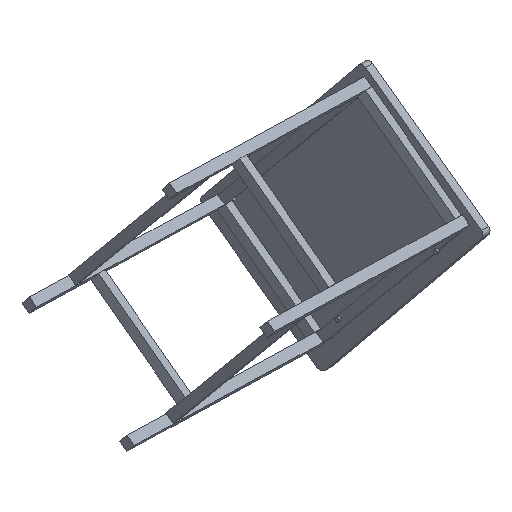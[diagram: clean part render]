
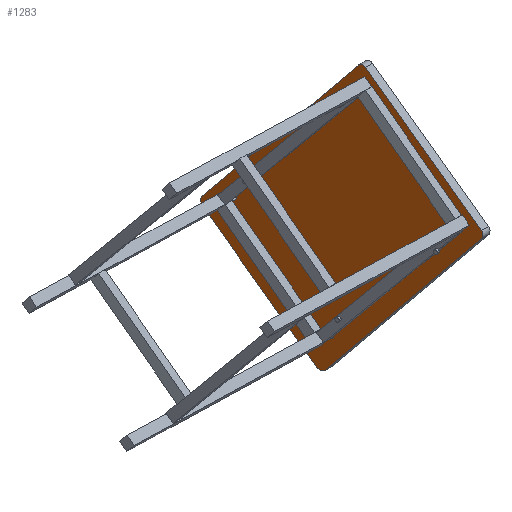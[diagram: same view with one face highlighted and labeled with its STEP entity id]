
A CAD part, front view. The second image highlights one B-rep face of the part: STEP entity #1283.
In plain terms, the highlighted face is planar.
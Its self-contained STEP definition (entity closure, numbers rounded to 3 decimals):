
#37 = EDGE_LOOP ( 'NONE', ( #1751, #138 ) ) ;
#62 = CARTESIAN_POINT ( 'NONE',  ( -236.431, 20., 210.565 ) ) ;
#79 = AXIS2_PLACEMENT_3D ( 'NONE', #1108, #1803, #1591 ) ;
#80 = CIRCLE ( 'NONE', #79, 8. ) ;
#92 = CIRCLE ( 'NONE', #1616, 8. ) ;
#98 = CARTESIAN_POINT ( 'NONE',  ( 193.569, 20., -119.435 ) ) ;
#137 = EDGE_CURVE ( 'NONE', #1254, #898, #1299, .T. ) ;
#138 = ORIENTED_EDGE ( 'NONE', *, *, #1785, .F. ) ;
#149 = DIRECTION ( 'NONE',  ( 0., 1., 0. ) ) ;
#158 = VECTOR ( 'NONE', #332, 1000. ) ;
#159 = DIRECTION ( 'NONE',  ( 0., 0., 1. ) ) ;
#182 = ORIENTED_EDGE ( 'NONE', *, *, #1643, .F. ) ;
#239 = VECTOR ( 'NONE', #1964, 1000. ) ;
#253 = FACE_BOUND ( 'NONE', #1384, .T. ) ;
#263 = PLANE ( 'NONE',  #1243 ) ;
#268 = CIRCLE ( 'NONE', #518, 10. ) ;
#270 = EDGE_LOOP ( 'NONE', ( #1372, #1144, #1638, #2007, #1900, #1890, #543, #1789 ) ) ;
#272 = DIRECTION ( 'NONE',  ( 0., 1., 0. ) ) ;
#306 = VERTEX_POINT ( 'NONE', #1935 ) ;
#332 = DIRECTION ( 'NONE',  ( 1., 0., 0. ) ) ;
#341 = EDGE_CURVE ( 'NONE', #1491, #1229, #1096, .T. ) ;
#365 = CARTESIAN_POINT ( 'NONE',  ( 132.089, 20., 180. ) ) ;
#380 = CARTESIAN_POINT ( 'NONE',  ( 132.089, 20., -82. ) ) ;
#407 = EDGE_CURVE ( 'NONE', #1664, #494, #1966, .T. ) ;
#447 = CARTESIAN_POINT ( 'NONE',  ( -246.431, 20., -129.435 ) ) ;
#462 = CARTESIAN_POINT ( 'NONE',  ( -192.831, 20., -90. ) ) ;
#467 = LINE ( 'NONE', #1640, #239 ) ;
#472 = DIRECTION ( 'NONE',  ( 0., 0., 1. ) ) ;
#482 = EDGE_LOOP ( 'NONE', ( #805, #182 ) ) ;
#494 = VERTEX_POINT ( 'NONE', #1277 ) ;
#518 = AXIS2_PLACEMENT_3D ( 'NONE', #1863, #1519, #693 ) ;
#543 = ORIENTED_EDGE ( 'NONE', *, *, #1269, .T. ) ;
#577 = CARTESIAN_POINT ( 'NONE',  ( 132.089, 20., -90. ) ) ;
#586 = DIRECTION ( 'NONE',  ( 0., 0., 1. ) ) ;
#596 = ORIENTED_EDGE ( 'NONE', *, *, #1765, .F. ) ;
#597 = CARTESIAN_POINT ( 'NONE',  ( -246.431, 20., -119.435 ) ) ;
#657 = EDGE_CURVE ( 'NONE', #1913, #749, #92, .T. ) ;
#659 = LINE ( 'NONE', #1328, #158 ) ;
#684 = CARTESIAN_POINT ( 'NONE',  ( 183.569, 20., 200.565 ) ) ;
#693 = DIRECTION ( 'NONE',  ( 0., 0., 1. ) ) ;
#700 = CARTESIAN_POINT ( 'NONE',  ( -246.431, 20., 200.565 ) ) ;
#705 = DIRECTION ( 'NONE',  ( 0., 0., 1. ) ) ;
#708 = CARTESIAN_POINT ( 'NONE',  ( 183.569, 20., -119.435 ) ) ;
#726 = CARTESIAN_POINT ( 'NONE',  ( 193.569, 20., 200.565 ) ) ;
#749 = VERTEX_POINT ( 'NONE', #867 ) ;
#751 = CARTESIAN_POINT ( 'NONE',  ( -192.831, 20., 188. ) ) ;
#756 = EDGE_CURVE ( 'NONE', #1435, #1120, #268, .T. ) ;
#767 = FACE_BOUND ( 'NONE', #37, .T. ) ;
#773 = DIRECTION ( 'NONE',  ( 0., 1., 0. ) ) ;
#802 = AXIS2_PLACEMENT_3D ( 'NONE', #1671, #149, #472 ) ;
#804 = AXIS2_PLACEMENT_3D ( 'NONE', #365, #1036, #705 ) ;
#805 = ORIENTED_EDGE ( 'NONE', *, *, #137, .F. ) ;
#826 = CIRCLE ( 'NONE', #2131, 8. ) ;
#866 = AXIS2_PLACEMENT_3D ( 'NONE', #1099, #1446, #586 ) ;
#867 = CARTESIAN_POINT ( 'NONE',  ( -192.831, 20., -98. ) ) ;
#869 = EDGE_CURVE ( 'NONE', #920, #1491, #910, .T. ) ;
#898 = VERTEX_POINT ( 'NONE', #2177 ) ;
#910 = CIRCLE ( 'NONE', #1184, 10. ) ;
#920 = VERTEX_POINT ( 'NONE', #1853 ) ;
#924 = VECTOR ( 'NONE', #1403, 1000. ) ;
#934 = DIRECTION ( 'NONE',  ( 0., 0., 1. ) ) ;
#935 = FACE_BOUND ( 'NONE', #482, .T. ) ;
#1007 = CIRCLE ( 'NONE', #1429, 10. ) ;
#1010 = FACE_BOUND ( 'NONE', #2144, .T. ) ;
#1036 = DIRECTION ( 'NONE',  ( 0., 1., 0. ) ) ;
#1066 = ORIENTED_EDGE ( 'NONE', *, *, #657, .F. ) ;
#1096 = LINE ( 'NONE', #1574, #924 ) ;
#1099 = CARTESIAN_POINT ( 'NONE',  ( 132.089, 20., 180. ) ) ;
#1108 = CARTESIAN_POINT ( 'NONE',  ( -192.831, 20., 180. ) ) ;
#1120 = VERTEX_POINT ( 'NONE', #62 ) ;
#1128 = DIRECTION ( 'NONE',  ( 0., 1., 0. ) ) ;
#1132 = CARTESIAN_POINT ( 'NONE',  ( -236.431, 20., -129.435 ) ) ;
#1138 = AXIS2_PLACEMENT_3D ( 'NONE', #577, #773, #1280 ) ;
#1144 = ORIENTED_EDGE ( 'NONE', *, *, #1516, .T. ) ;
#1176 = VECTOR ( 'NONE', #1883, 1000. ) ;
#1184 = AXIS2_PLACEMENT_3D ( 'NONE', #684, #1205, #159 ) ;
#1205 = DIRECTION ( 'NONE',  ( 0., 1., 0. ) ) ;
#1229 = VERTEX_POINT ( 'NONE', #98 ) ;
#1232 = DIRECTION ( 'NONE',  ( 0., 0., 1. ) ) ;
#1242 = DIRECTION ( 'NONE',  ( 0., 1., 0. ) ) ;
#1243 = AXIS2_PLACEMENT_3D ( 'NONE', #1999, #1826, #1690 ) ;
#1254 = VERTEX_POINT ( 'NONE', #1455 ) ;
#1269 = EDGE_CURVE ( 'NONE', #1120, #920, #659, .T. ) ;
#1277 = CARTESIAN_POINT ( 'NONE',  ( -192.831, 20., 172. ) ) ;
#1280 = DIRECTION ( 'NONE',  ( 0., 0., 1. ) ) ;
#1283 = ADVANCED_FACE ( 'NONE', ( #1010, #767, #253, #935, #1837 ), #263, .T. ) ;
#1299 = CIRCLE ( 'NONE', #804, 8. ) ;
#1328 = CARTESIAN_POINT ( 'NONE',  ( -246.431, 20., 210.565 ) ) ;
#1356 = EDGE_CURVE ( 'NONE', #2021, #1996, #1618, .T. ) ;
#1360 = AXIS2_PLACEMENT_3D ( 'NONE', #2118, #1242, #934 ) ;
#1372 = ORIENTED_EDGE ( 'NONE', *, *, #341, .T. ) ;
#1384 = EDGE_LOOP ( 'NONE', ( #1066, #1962 ) ) ;
#1403 = DIRECTION ( 'NONE',  ( 0., 0., -1. ) ) ;
#1429 = AXIS2_PLACEMENT_3D ( 'NONE', #708, #1712, #1525 ) ;
#1435 = VERTEX_POINT ( 'NONE', #700 ) ;
#1436 = CARTESIAN_POINT ( 'NONE',  ( -236.431, 20., -119.435 ) ) ;
#1446 = DIRECTION ( 'NONE',  ( 0., 1., 0. ) ) ;
#1455 = CARTESIAN_POINT ( 'NONE',  ( 132.089, 20., 188. ) ) ;
#1482 = VERTEX_POINT ( 'NONE', #380 ) ;
#1491 = VERTEX_POINT ( 'NONE', #726 ) ;
#1516 = EDGE_CURVE ( 'NONE', #1229, #2021, #1007, .T. ) ;
#1519 = DIRECTION ( 'NONE',  ( 0., 1., 0. ) ) ;
#1525 = DIRECTION ( 'NONE',  ( 0., 0., 1. ) ) ;
#1574 = CARTESIAN_POINT ( 'NONE',  ( 193.569, 20., -129.435 ) ) ;
#1591 = DIRECTION ( 'NONE',  ( 0., 0., 1. ) ) ;
#1604 = AXIS2_PLACEMENT_3D ( 'NONE', #1436, #1924, #2103 ) ;
#1616 = AXIS2_PLACEMENT_3D ( 'NONE', #462, #1128, #1816 ) ;
#1618 = LINE ( 'NONE', #447, #1176 ) ;
#1638 = ORIENTED_EDGE ( 'NONE', *, *, #1356, .T. ) ;
#1640 = CARTESIAN_POINT ( 'NONE',  ( -246.431, 20., -129.435 ) ) ;
#1643 = EDGE_CURVE ( 'NONE', #898, #1254, #1821, .T. ) ;
#1664 = VERTEX_POINT ( 'NONE', #751 ) ;
#1671 = CARTESIAN_POINT ( 'NONE',  ( -192.831, 20., 180. ) ) ;
#1690 = DIRECTION ( 'NONE',  ( 0., 0., 1. ) ) ;
#1712 = DIRECTION ( 'NONE',  ( 0., 1., 0. ) ) ;
#1720 = CIRCLE ( 'NONE', #1604, 10. ) ;
#1722 = VERTEX_POINT ( 'NONE', #597 ) ;
#1751 = ORIENTED_EDGE ( 'NONE', *, *, #407, .F. ) ;
#1754 = EDGE_CURVE ( 'NONE', #306, #1482, #1852, .T. ) ;
#1765 = EDGE_CURVE ( 'NONE', #1482, #306, #2129, .T. ) ;
#1785 = EDGE_CURVE ( 'NONE', #494, #1664, #80, .T. ) ;
#1789 = ORIENTED_EDGE ( 'NONE', *, *, #869, .T. ) ;
#1799 = EDGE_CURVE ( 'NONE', #749, #1913, #826, .T. ) ;
#1803 = DIRECTION ( 'NONE',  ( 0., 1., 0. ) ) ;
#1816 = DIRECTION ( 'NONE',  ( 0., 0., 1. ) ) ;
#1821 = CIRCLE ( 'NONE', #866, 8. ) ;
#1826 = DIRECTION ( 'NONE',  ( 0., 1., 0. ) ) ;
#1837 = FACE_OUTER_BOUND ( 'NONE', #270, .T. ) ;
#1846 = EDGE_CURVE ( 'NONE', #1996, #1722, #1720, .T. ) ;
#1852 = CIRCLE ( 'NONE', #1138, 8. ) ;
#1853 = CARTESIAN_POINT ( 'NONE',  ( 183.569, 20., 210.565 ) ) ;
#1863 = CARTESIAN_POINT ( 'NONE',  ( -236.431, 20., 200.565 ) ) ;
#1883 = DIRECTION ( 'NONE',  ( -1., 0., 0. ) ) ;
#1890 = ORIENTED_EDGE ( 'NONE', *, *, #756, .T. ) ;
#1900 = ORIENTED_EDGE ( 'NONE', *, *, #2014, .T. ) ;
#1913 = VERTEX_POINT ( 'NONE', #1942 ) ;
#1914 = CARTESIAN_POINT ( 'NONE',  ( -192.831, 20., -90. ) ) ;
#1924 = DIRECTION ( 'NONE',  ( 0., 1., 0. ) ) ;
#1935 = CARTESIAN_POINT ( 'NONE',  ( 132.089, 20., -98. ) ) ;
#1942 = CARTESIAN_POINT ( 'NONE',  ( -192.831, 20., -82. ) ) ;
#1953 = ORIENTED_EDGE ( 'NONE', *, *, #1754, .F. ) ;
#1962 = ORIENTED_EDGE ( 'NONE', *, *, #1799, .F. ) ;
#1964 = DIRECTION ( 'NONE',  ( 0., 0., 1. ) ) ;
#1966 = CIRCLE ( 'NONE', #802, 8. ) ;
#1996 = VERTEX_POINT ( 'NONE', #1132 ) ;
#1997 = CARTESIAN_POINT ( 'NONE',  ( 183.569, 20., -129.435 ) ) ;
#1999 = CARTESIAN_POINT ( 'NONE',  ( 0., 20., 0. ) ) ;
#2007 = ORIENTED_EDGE ( 'NONE', *, *, #1846, .T. ) ;
#2014 = EDGE_CURVE ( 'NONE', #1722, #1435, #467, .T. ) ;
#2021 = VERTEX_POINT ( 'NONE', #1997 ) ;
#2103 = DIRECTION ( 'NONE',  ( 0., 0., 1. ) ) ;
#2118 = CARTESIAN_POINT ( 'NONE',  ( 132.089, 20., -90. ) ) ;
#2129 = CIRCLE ( 'NONE', #1360, 8. ) ;
#2131 = AXIS2_PLACEMENT_3D ( 'NONE', #1914, #272, #1232 ) ;
#2144 = EDGE_LOOP ( 'NONE', ( #596, #1953 ) ) ;
#2177 = CARTESIAN_POINT ( 'NONE',  ( 132.089, 20., 172. ) ) ;
